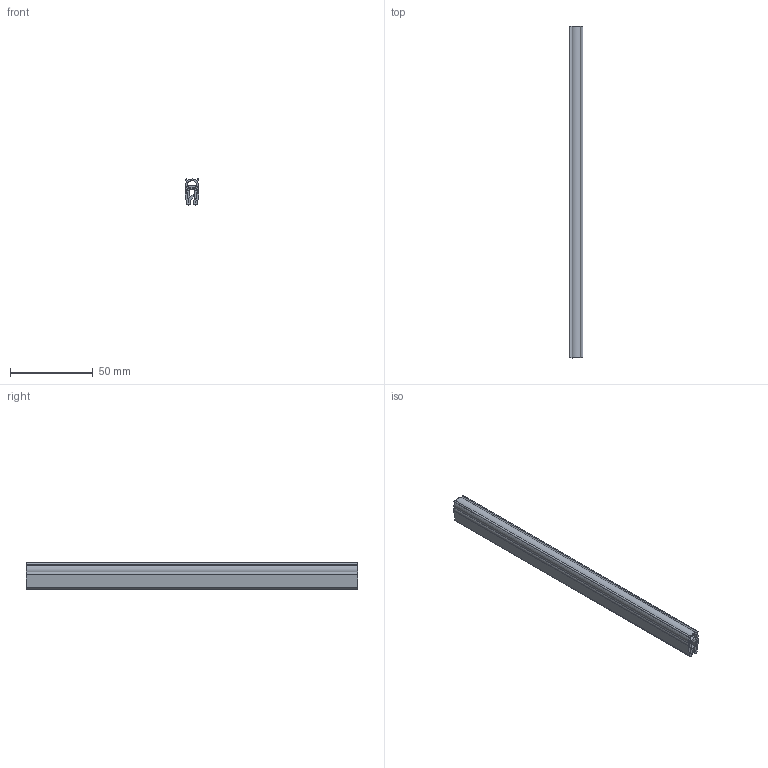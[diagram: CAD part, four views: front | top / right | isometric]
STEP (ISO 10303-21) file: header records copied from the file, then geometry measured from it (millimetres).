
FILE_DESCRIPTION((''),'2;1');
FILE_NAME('','2005-07-15T10:00:47',(''),(''),'','CADfix','');
FILE_SCHEMA(('AUTOMOTIVE_DESIGN'));
Length unit declared in the file: millimetre
Products named in the file (4): rubber foam; gasket; center core; TEM_1011_10_30360_36
Assembly tree (3 placements, depth 2):
  TEM_1011_10_30360_36
    rubber foam
    gasket
    center core
Bounding box: 8.43 x 200 x 15.7 mm (x, y, z)
Volume: 15797.9 mm3; surface area: 36514.1 mm2
Topology: 3 solids, 3 shells, 61 faces, 165 edges, 110 vertices
Faces by surface type: bspline 61
Entity records: 1947 total; most frequent: CARTESIAN_POINT 894, ORIENTED_EDGE 330, EDGE_CURVE 165, QUASI_UNIFORM_CURVE 117, VERTEX_POINT 110, EDGE_LOOP 63, FACE_OUTER_BOUND 61, ADVANCED_FACE 61
